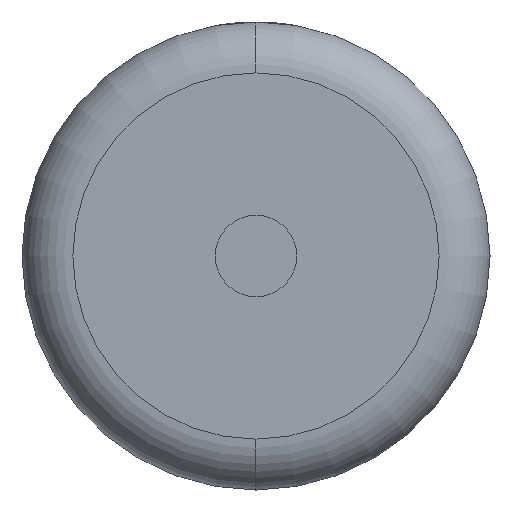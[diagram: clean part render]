
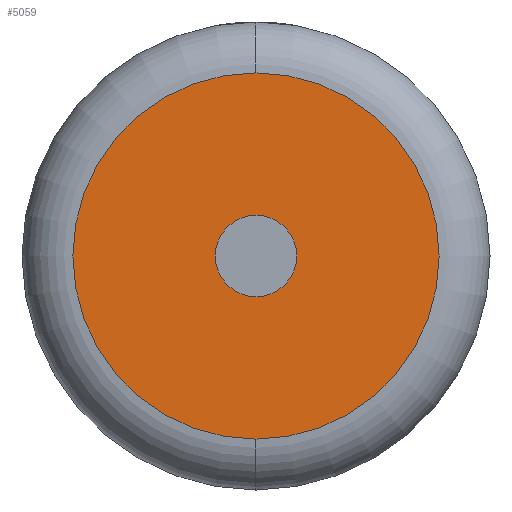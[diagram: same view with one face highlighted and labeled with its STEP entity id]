
A CAD part, left-side view. The second image highlights one B-rep face of the part: STEP entity #5059.
In plain terms, the highlighted planar face has unit normal (-1, 0, 0).
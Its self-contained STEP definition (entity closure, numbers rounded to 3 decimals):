
#303 = VERTEX_POINT ( 'NONE', #866 ) ;
#383 = AXIS2_PLACEMENT_3D ( 'NONE', #955, #4313, #1987 ) ;
#412 = CIRCLE ( 'NONE', #383, 4. ) ;
#866 = CARTESIAN_POINT ( 'NONE',  ( 0., 0., 4. ) ) ;
#955 = CARTESIAN_POINT ( 'NONE',  ( 0., 0., 0. ) ) ;
#1175 = EDGE_LOOP ( 'NONE', ( #6449, #5104 ) ) ;
#1288 = CARTESIAN_POINT ( 'NONE',  ( 0., 0., 0. ) ) ;
#1438 = CARTESIAN_POINT ( 'NONE',  ( 0., 0., 0. ) ) ;
#1451 = PLANE ( 'NONE',  #3182 ) ;
#1519 = VERTEX_POINT ( 'NONE', #5591 ) ;
#1663 = CIRCLE ( 'NONE', #5427, 4. ) ;
#1744 = DIRECTION ( 'NONE',  ( 0., 0., -1. ) ) ;
#1769 = AXIS2_PLACEMENT_3D ( 'NONE', #1438, #6379, #3075 ) ;
#1987 = DIRECTION ( 'NONE',  ( 0., 0., -1. ) ) ;
#2271 = EDGE_CURVE ( 'NONE', #4408, #1519, #3988, .T. ) ;
#2324 = DIRECTION ( 'NONE',  ( 0., 0., -1. ) ) ;
#2364 = CIRCLE ( 'NONE', #2851, 18. ) ;
#2786 = ORIENTED_EDGE ( 'NONE', *, *, #2271, .T. ) ;
#2851 = AXIS2_PLACEMENT_3D ( 'NONE', #2869, #6724, #1744 ) ;
#2869 = CARTESIAN_POINT ( 'NONE',  ( 0., 0., 0. ) ) ;
#2941 = ORIENTED_EDGE ( 'NONE', *, *, #4707, .T. ) ;
#3075 = DIRECTION ( 'NONE',  ( 0., 0., -1. ) ) ;
#3182 = AXIS2_PLACEMENT_3D ( 'NONE', #3748, #3796, #3690 ) ;
#3398 = EDGE_LOOP ( 'NONE', ( #2941, #2786 ) ) ;
#3690 = DIRECTION ( 'NONE',  ( 0., 0., -1. ) ) ;
#3748 = CARTESIAN_POINT ( 'NONE',  ( 0., 0., 0. ) ) ;
#3796 = DIRECTION ( 'NONE',  ( 1., 0., 0. ) ) ;
#3988 = CIRCLE ( 'NONE', #1769, 18. ) ;
#4313 = DIRECTION ( 'NONE',  ( -1., 0., 0. ) ) ;
#4408 = VERTEX_POINT ( 'NONE', #6427 ) ;
#4707 = EDGE_CURVE ( 'NONE', #1519, #4408, #2364, .T. ) ;
#4887 = EDGE_CURVE ( 'NONE', #5836, #303, #1663, .T. ) ;
#4972 = CARTESIAN_POINT ( 'NONE',  ( 0., 0., -4. ) ) ;
#5059 = ADVANCED_FACE ( 'NONE', ( #6128, #6660 ), #1451, .F. ) ;
#5104 = ORIENTED_EDGE ( 'NONE', *, *, #5352, .F. ) ;
#5352 = EDGE_CURVE ( 'NONE', #303, #5836, #412, .T. ) ;
#5427 = AXIS2_PLACEMENT_3D ( 'NONE', #1288, #5671, #2324 ) ;
#5591 = CARTESIAN_POINT ( 'NONE',  ( 0., 0., -18. ) ) ;
#5671 = DIRECTION ( 'NONE',  ( -1., 0., 0. ) ) ;
#5836 = VERTEX_POINT ( 'NONE', #4972 ) ;
#6128 = FACE_OUTER_BOUND ( 'NONE', #3398, .T. ) ;
#6379 = DIRECTION ( 'NONE',  ( -1., 0., 0. ) ) ;
#6427 = CARTESIAN_POINT ( 'NONE',  ( 0., 0., 18. ) ) ;
#6449 = ORIENTED_EDGE ( 'NONE', *, *, #4887, .F. ) ;
#6660 = FACE_BOUND ( 'NONE', #1175, .T. ) ;
#6724 = DIRECTION ( 'NONE',  ( -1., 0., 0. ) ) ;
